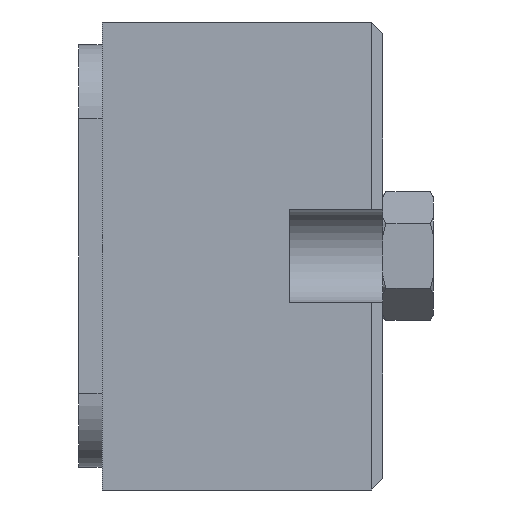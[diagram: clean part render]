
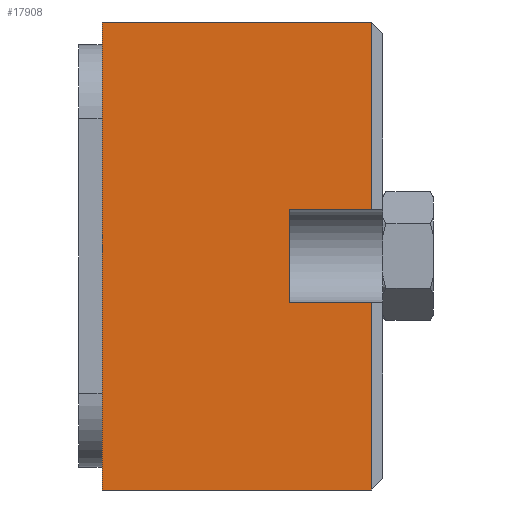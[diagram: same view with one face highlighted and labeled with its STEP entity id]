
A CAD part, left-side view. The second image highlights one B-rep face of the part: STEP entity #17908.
In plain terms, the highlighted planar face has unit normal (-1, 0, 0).
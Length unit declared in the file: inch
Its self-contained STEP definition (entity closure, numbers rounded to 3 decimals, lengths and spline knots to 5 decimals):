
#45 = CARTESIAN_POINT ( 'NONE',  ( -0.7874, 0.01969, 0.3937 ) ) ;
#449 = DIRECTION ( 'NONE',  ( 0., 0., 1. ) ) ;
#461 = VERTEX_POINT ( 'NONE', #25382 ) ;
#1137 = LINE ( 'NONE', #6609, #25146 ) ;
#1215 = EDGE_CURVE ( 'NONE', #18951, #26509, #15413, .T. ) ;
#1281 = VERTEX_POINT ( 'NONE', #28410 ) ;
#2486 = ORIENTED_EDGE ( 'NONE', *, *, #22248, .F. ) ;
#2782 = CARTESIAN_POINT ( 'NONE',  ( -0.7874, 0.47244, 0.3937 ) ) ;
#3829 = CARTESIAN_POINT ( 'NONE',  ( -0.7874, 0.47244, 0.3937 ) ) ;
#4054 = LINE ( 'NONE', #12481, #9471 ) ;
#4465 = VERTEX_POINT ( 'NONE', #12231 ) ;
#5858 = VECTOR ( 'NONE', #9243, 39.37008 ) ;
#6028 = AXIS2_PLACEMENT_3D ( 'NONE', #3829, #10941, #27214 ) ;
#6434 = ORIENTED_EDGE ( 'NONE', *, *, #11713, .T. ) ;
#6609 = CARTESIAN_POINT ( 'NONE',  ( -0.7874, 0.15748, 0.07874 ) ) ;
#6822 = VERTEX_POINT ( 'NONE', #17741 ) ;
#8271 = DIRECTION ( 'NONE',  ( 0., -1., 0. ) ) ;
#8854 = DIRECTION ( 'NONE',  ( 0., 0., -1. ) ) ;
#8914 = CARTESIAN_POINT ( 'NONE',  ( -0.7874, 0.01969, -0.07874 ) ) ;
#9004 = ORIENTED_EDGE ( 'NONE', *, *, #1215, .F. ) ;
#9005 = DIRECTION ( 'NONE',  ( 0., -1., 0. ) ) ;
#9243 = DIRECTION ( 'NONE',  ( 0., -1., 0. ) ) ;
#9471 = VECTOR ( 'NONE', #28758, 39.37008 ) ;
#9768 = FACE_OUTER_BOUND ( 'NONE', #27754, .T. ) ;
#10100 = VERTEX_POINT ( 'NONE', #8914 ) ;
#10559 = EDGE_CURVE ( 'NONE', #18951, #21006, #14885, .T. ) ;
#10941 = DIRECTION ( 'NONE',  ( 1., 0., 0. ) ) ;
#11713 = EDGE_CURVE ( 'NONE', #1281, #6822, #20079, .T. ) ;
#12231 = CARTESIAN_POINT ( 'NONE',  ( -0.7874, 0.15748, -0.07874 ) ) ;
#12265 = CARTESIAN_POINT ( 'NONE',  ( -0.7874, 0.01969, -0.3937 ) ) ;
#12315 = CARTESIAN_POINT ( 'NONE',  ( -0.7874, 0.47244, 0.3937 ) ) ;
#12366 = LINE ( 'NONE', #19861, #17847 ) ;
#12481 = CARTESIAN_POINT ( 'NONE',  ( -0.7874, 0.01969, -0.07874 ) ) ;
#12585 = DIRECTION ( 'NONE',  ( 0., -1., 0. ) ) ;
#12975 = ORIENTED_EDGE ( 'NONE', *, *, #10559, .T. ) ;
#13500 = LINE ( 'NONE', #27854, #5858 ) ;
#13875 = VECTOR ( 'NONE', #25670, 39.37008 ) ;
#14885 = LINE ( 'NONE', #20590, #29202 ) ;
#15413 = LINE ( 'NONE', #2782, #27047 ) ;
#17741 = CARTESIAN_POINT ( 'NONE',  ( -0.7874, 0.01969, 0.3937 ) ) ;
#17847 = VECTOR ( 'NONE', #8271, 39.37008 ) ;
#17908 = ADVANCED_FACE ( 'NONE', ( #9768 ), #24884, .F. ) ;
#18951 = VERTEX_POINT ( 'NONE', #27506 ) ;
#19574 = ORIENTED_EDGE ( 'NONE', *, *, #23008, .F. ) ;
#19861 = CARTESIAN_POINT ( 'NONE',  ( -0.7874, 0.15748, 0.07874 ) ) ;
#20079 = LINE ( 'NONE', #45, #13875 ) ;
#20590 = CARTESIAN_POINT ( 'NONE',  ( -0.7874, 0.47244, -0.3937 ) ) ;
#21006 = VERTEX_POINT ( 'NONE', #12265 ) ;
#21100 = VECTOR ( 'NONE', #12585, 39.37008 ) ;
#22039 = EDGE_CURVE ( 'NONE', #21006, #10100, #4054, .T. ) ;
#22248 = EDGE_CURVE ( 'NONE', #4465, #10100, #27340, .T. ) ;
#23008 = EDGE_CURVE ( 'NONE', #461, #4465, #1137, .T. ) ;
#24203 = EDGE_CURVE ( 'NONE', #26509, #6822, #13500, .T. ) ;
#24491 = ORIENTED_EDGE ( 'NONE', *, *, #22039, .T. ) ;
#24884 = PLANE ( 'NONE',  #6028 ) ;
#25146 = VECTOR ( 'NONE', #8854, 39.37008 ) ;
#25382 = CARTESIAN_POINT ( 'NONE',  ( -0.7874, 0.15748, 0.07874 ) ) ;
#25670 = DIRECTION ( 'NONE',  ( 0., 0., 1. ) ) ;
#26483 = ORIENTED_EDGE ( 'NONE', *, *, #27896, .T. ) ;
#26509 = VERTEX_POINT ( 'NONE', #12315 ) ;
#26517 = CARTESIAN_POINT ( 'NONE',  ( -0.7874, 0.15748, -0.07874 ) ) ;
#27041 = ORIENTED_EDGE ( 'NONE', *, *, #24203, .F. ) ;
#27047 = VECTOR ( 'NONE', #449, 39.37008 ) ;
#27214 = DIRECTION ( 'NONE',  ( 0., 0., -1. ) ) ;
#27340 = LINE ( 'NONE', #26517, #21100 ) ;
#27506 = CARTESIAN_POINT ( 'NONE',  ( -0.7874, 0.47244, -0.3937 ) ) ;
#27754 = EDGE_LOOP ( 'NONE', ( #26483, #6434, #27041, #9004, #12975, #24491, #2486, #19574 ) ) ;
#27854 = CARTESIAN_POINT ( 'NONE',  ( -0.7874, 0.47244, 0.3937 ) ) ;
#27896 = EDGE_CURVE ( 'NONE', #461, #1281, #12366, .T. ) ;
#28410 = CARTESIAN_POINT ( 'NONE',  ( -0.7874, 0.01969, 0.07874 ) ) ;
#28758 = DIRECTION ( 'NONE',  ( 0., 0., 1. ) ) ;
#29202 = VECTOR ( 'NONE', #9005, 39.37008 ) ;
